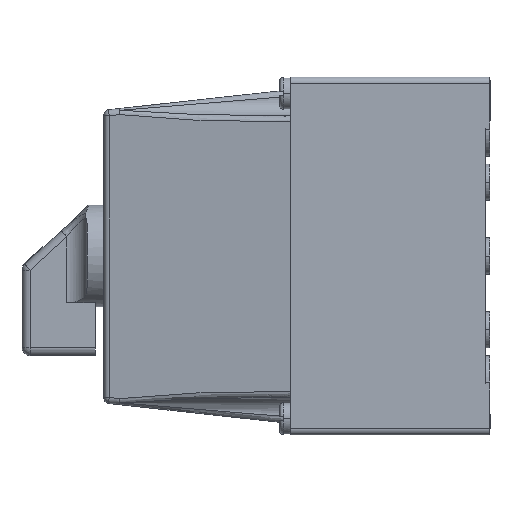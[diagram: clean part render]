
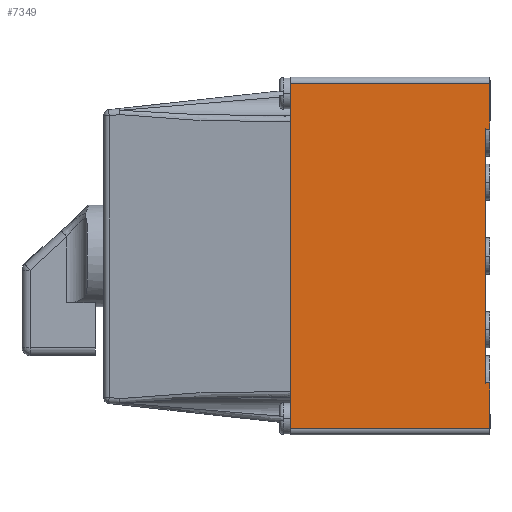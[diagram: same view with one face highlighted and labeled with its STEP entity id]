
A CAD part, left-side view. The second image highlights one B-rep face of the part: STEP entity #7349.
In plain terms, the highlighted planar face has unit normal (-1, 0, 0).
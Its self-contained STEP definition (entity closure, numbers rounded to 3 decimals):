
#10 = EDGE_CURVE ( 'NONE', #2448, #2516, #3195, .T. ) ;
#328 = EDGE_LOOP ( 'NONE', ( #5992, #6055, #6314, #6083, #6270, #6122, #6109, #6287 ) ) ;
#870 = FACE_OUTER_BOUND ( 'NONE', #328, .T. ) ;
#2448 = VERTEX_POINT ( 'NONE', #4729 ) ;
#2513 = VERTEX_POINT ( 'NONE', #4686 ) ;
#2516 = VERTEX_POINT ( 'NONE', #4683 ) ;
#2532 = VERTEX_POINT ( 'NONE', #4667 ) ;
#2533 = VERTEX_POINT ( 'NONE', #4666 ) ;
#2765 = VERTEX_POINT ( 'NONE', #4553 ) ;
#2844 = VERTEX_POINT ( 'NONE', #4508 ) ;
#2874 = VECTOR ( 'NONE', #8545, 1000. ) ;
#2877 = LINE ( 'NONE', #8554, #2874 ) ;
#3107 = VECTOR ( 'NONE', #5397, 1000. ) ;
#3195 = LINE ( 'NONE', #5402, #3107 ) ;
#4056 = LINE ( 'NONE', #7141, #4060 ) ;
#4057 = VECTOR ( 'NONE', #7134, 1000. ) ;
#4060 = VECTOR ( 'NONE', #7150, 1000. ) ;
#4092 = LINE ( 'NONE', #7054, #4093 ) ;
#4093 = VECTOR ( 'NONE', #7052, 1000. ) ;
#4095 = LINE ( 'NONE', #7048, #4101 ) ;
#4101 = VECTOR ( 'NONE', #7047, 1000. ) ;
#4106 = VECTOR ( 'NONE', #7046, 1000. ) ;
#4134 = LINE ( 'NONE', #7135, #4057 ) ;
#4225 = LINE ( 'NONE', #7118, #4106 ) ;
#4242 = VECTOR ( 'NONE', #7161, 1000. ) ;
#4243 = LINE ( 'NONE', #7162, #4242 ) ;
#4508 = CARTESIAN_POINT ( 'NONE',  ( -44., -25., 1.5 ) ) ;
#4553 = CARTESIAN_POINT ( 'NONE',  ( -44., -25., 75.2 ) ) ;
#4666 = CARTESIAN_POINT ( 'NONE',  ( -44., 24., 86.5 ) ) ;
#4667 = CARTESIAN_POINT ( 'NONE',  ( -44., -24., 75.2 ) ) ;
#4683 = CARTESIAN_POINT ( 'NONE',  ( -44., -24., 12.8 ) ) ;
#4686 = CARTESIAN_POINT ( 'NONE',  ( -44., 24., 1.5 ) ) ;
#4729 = CARTESIAN_POINT ( 'NONE',  ( -44., -25., 12.8 ) ) ;
#5262 = EDGE_CURVE ( 'NONE', #2533, #2513, #2877, .T. ) ;
#5397 = DIRECTION ( 'NONE',  ( 0., 1., 0. ) ) ;
#5402 = CARTESIAN_POINT ( 'NONE',  ( -44., -25., 12.8 ) ) ;
#5488 = VERTEX_POINT ( 'NONE', #8435 ) ;
#5992 = ORIENTED_EDGE ( 'NONE', *, *, #7766, .F. ) ;
#6055 = ORIENTED_EDGE ( 'NONE', *, *, #7778, .T. ) ;
#6083 = ORIENTED_EDGE ( 'NONE', *, *, #7764, .T. ) ;
#6109 = ORIENTED_EDGE ( 'NONE', *, *, #7757, .F. ) ;
#6122 = ORIENTED_EDGE ( 'NONE', *, *, #10, .T. ) ;
#6270 = ORIENTED_EDGE ( 'NONE', *, *, #7777, .F. ) ;
#6287 = ORIENTED_EDGE ( 'NONE', *, *, #7775, .F. ) ;
#6314 = ORIENTED_EDGE ( 'NONE', *, *, #5262, .T. ) ;
#6395 = AXIS2_PLACEMENT_3D ( 'NONE', #8425, #8418, #8417 ) ;
#7046 = DIRECTION ( 'NONE',  ( 0., 1., 0. ) ) ;
#7047 = DIRECTION ( 'NONE',  ( 0., 0., -1. ) ) ;
#7048 = CARTESIAN_POINT ( 'NONE',  ( -44., -25., 0. ) ) ;
#7052 = DIRECTION ( 'NONE',  ( 0., 1., 0. ) ) ;
#7054 = CARTESIAN_POINT ( 'NONE',  ( -44., -25., 75.2 ) ) ;
#7118 = CARTESIAN_POINT ( 'NONE',  ( -44., 24., 86.5 ) ) ;
#7134 = DIRECTION ( 'NONE',  ( 0., 0., -1. ) ) ;
#7135 = CARTESIAN_POINT ( 'NONE',  ( -44., -25., 75.2 ) ) ;
#7141 = CARTESIAN_POINT ( 'NONE',  ( -44., 24., 1.5 ) ) ;
#7150 = DIRECTION ( 'NONE',  ( 0., -1., 0. ) ) ;
#7161 = DIRECTION ( 'NONE',  ( 0., 0., -1. ) ) ;
#7162 = CARTESIAN_POINT ( 'NONE',  ( -44., -24., 88. ) ) ;
#7349 = ADVANCED_FACE ( 'NONE', ( #870 ), #8420, .F. ) ;
#7757 = EDGE_CURVE ( 'NONE', #2532, #2516, #4243, .T. ) ;
#7764 = EDGE_CURVE ( 'NONE', #2513, #2844, #4056, .T. ) ;
#7766 = EDGE_CURVE ( 'NONE', #5488, #2765, #4134, .T. ) ;
#7775 = EDGE_CURVE ( 'NONE', #2765, #2532, #4092, .T. ) ;
#7777 = EDGE_CURVE ( 'NONE', #2448, #2844, #4095, .T. ) ;
#7778 = EDGE_CURVE ( 'NONE', #5488, #2533, #4225, .T. ) ;
#8417 = DIRECTION ( 'NONE',  ( 0., 0., -1. ) ) ;
#8418 = DIRECTION ( 'NONE',  ( 1., 0., 0. ) ) ;
#8420 = PLANE ( 'NONE',  #6395 ) ;
#8425 = CARTESIAN_POINT ( 'NONE',  ( -44., 24., 88. ) ) ;
#8435 = CARTESIAN_POINT ( 'NONE',  ( -44., -25., 86.5 ) ) ;
#8545 = DIRECTION ( 'NONE',  ( 0., 0., -1. ) ) ;
#8554 = CARTESIAN_POINT ( 'NONE',  ( -44., 24., 88. ) ) ;
